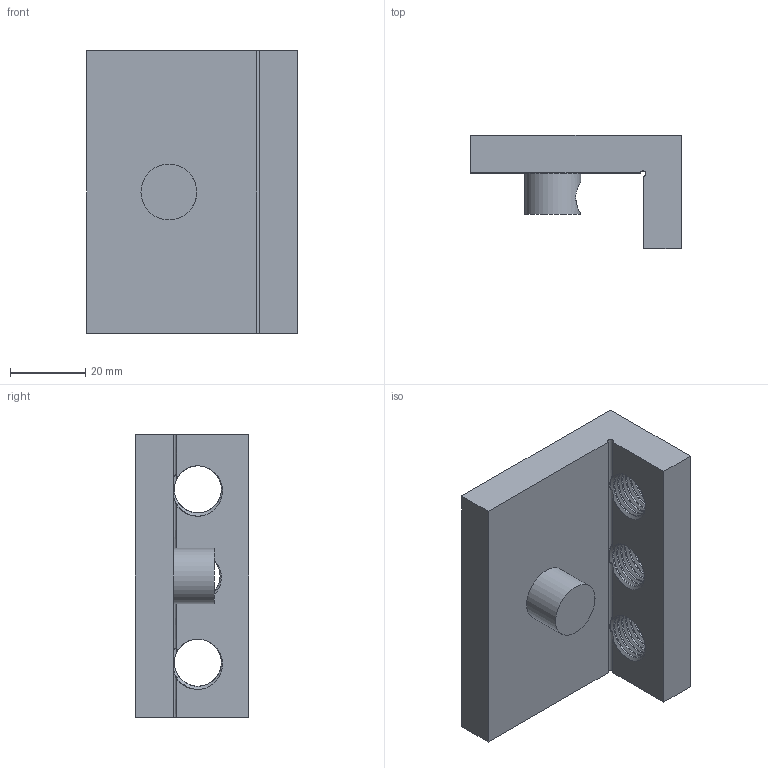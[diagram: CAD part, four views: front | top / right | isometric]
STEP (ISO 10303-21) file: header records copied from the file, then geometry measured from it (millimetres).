
FILE_DESCRIPTION(/* description */ (''),/* implementation_level */ '2;1');
FILE_NAME(/* name */ 'cam_side_jig.step',/* time_stamp */ '2024-11-15T19:35:21-08:00',/* author */ (''),/* organization */ (''),/* preprocessor_version */ 'ST-DEVELOPER v20',/* originating_system */ 'Autodesk Translation Framework v13.20.0.188',/* authorisation */ '');
FILE_SCHEMA (('AUTOMOTIVE_DESIGN { 1 0 10303 214 3 1 1 }'));
Length unit declared in the file: millimetre
Products named in the file (1): cam lock test
Bounding box: 55.9 x 30 x 75 mm (x, y, z)
Volume: 54054.7 mm3; surface area: 16467.6 mm2
Topology: 1 solids, 1 shells, 76 faces, 226 edges, 151 vertices
Faces by surface type: cylinder 54, bspline 12, plane 10
Full cylindrical faces by diameter (mm): 8.4 x1, 12.526 x18, 14.203 x15, 14.8 x1
Entity records: 8415 total; most frequent: CARTESIAN_POINT 6628, ORIENTED_EDGE 452, DIRECTION 233, EDGE_CURVE 226, VERTEX_POINT 151, B_SPLINE_CURVE_WITH_KNOTS 143, AXIS2_PLACEMENT_3D 85, EDGE_LOOP 81
